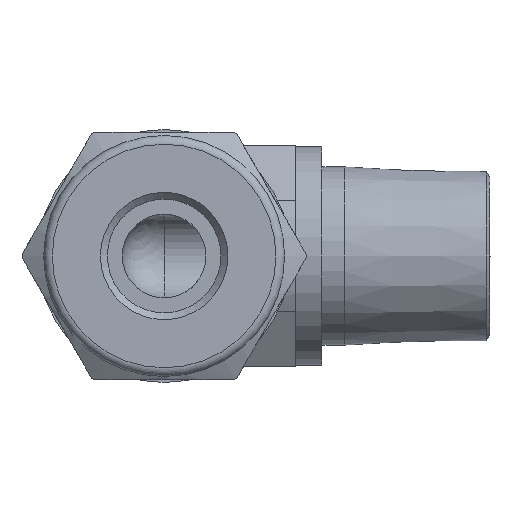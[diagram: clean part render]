
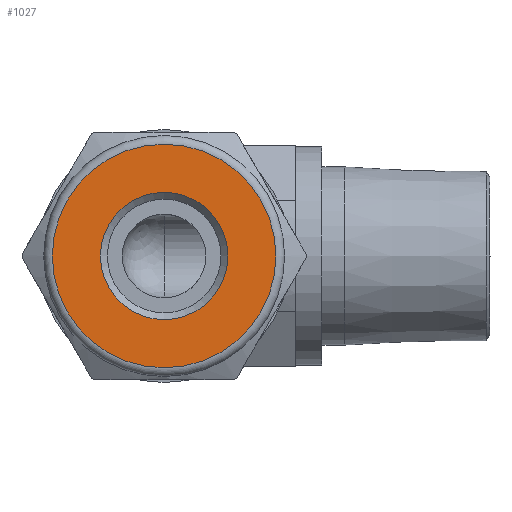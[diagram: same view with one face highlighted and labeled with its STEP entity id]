
A CAD part, left-side view. The second image highlights one B-rep face of the part: STEP entity #1027.
In plain terms, the highlighted planar face has unit normal (-1, 0, 0).
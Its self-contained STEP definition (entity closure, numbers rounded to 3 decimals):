
#27=FACE_BOUND('',#228,.T.);
#87=CIRCLE('',#1142,3.675);
#88=CIRCLE('',#1144,6.45);
#159=FACE_OUTER_BOUND('',#227,.T.);
#227=EDGE_LOOP('',(#784));
#228=EDGE_LOOP('',(#785));
#470=VERTEX_POINT('',#1718);
#471=VERTEX_POINT('',#1722);
#588=EDGE_CURVE('',#470,#470,#87,.T.);
#589=EDGE_CURVE('',#471,#471,#88,.T.);
#784=ORIENTED_EDGE('',*,*,#589,.F.);
#785=ORIENTED_EDGE('',*,*,#588,.T.);
#984=PLANE('',#1143);
#1027=ADVANCED_FACE('',(#159,#27),#984,.T.);
#1142=AXIS2_PLACEMENT_3D('',#1720,#1356,#1357);
#1143=AXIS2_PLACEMENT_3D('',#1721,#1358,#1359);
#1144=AXIS2_PLACEMENT_3D('',#1723,#1360,#1361);
#1356=DIRECTION('center_axis',(1.,0.,0.));
#1357=DIRECTION('ref_axis',(0.,0.,-1.));
#1358=DIRECTION('center_axis',(-1.,0.,0.));
#1359=DIRECTION('ref_axis',(0.,0.,1.));
#1360=DIRECTION('center_axis',(1.,0.,0.));
#1361=DIRECTION('ref_axis',(0.,0.,-1.));
#1718=CARTESIAN_POINT('',(-27.642,-3.675,0.));
#1720=CARTESIAN_POINT('Origin',(-27.642,0.,
0.));
#1721=CARTESIAN_POINT('Origin',(-27.642,6.45,0.));
#1722=CARTESIAN_POINT('',(-27.642,0.,6.45));
#1723=CARTESIAN_POINT('Origin',(-27.642,0.,
0.));
